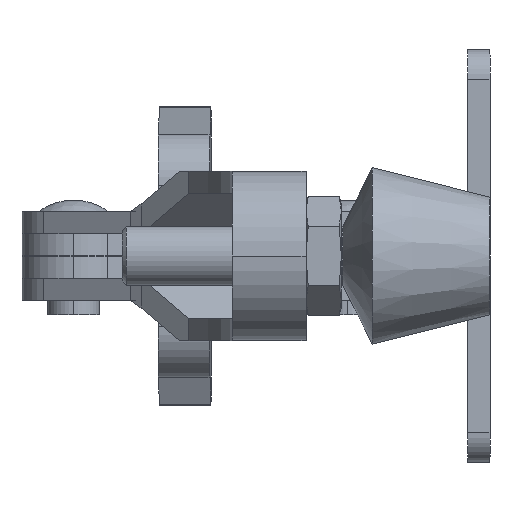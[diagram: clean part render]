
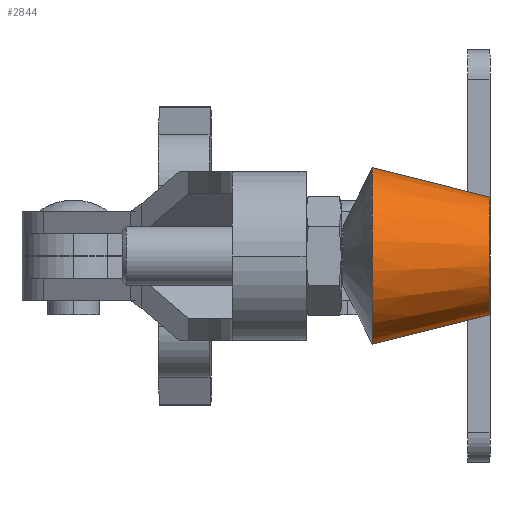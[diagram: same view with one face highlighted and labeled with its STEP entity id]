
A CAD part, left-side view. The second image highlights one B-rep face of the part: STEP entity #2844.
In plain terms, the highlighted conical face has half-angle 14.036 degrees and reference radius 4 mm.
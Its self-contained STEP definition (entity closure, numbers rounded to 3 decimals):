
#487 = DIRECTION ( 'NONE',  ( 0., 1., 0. ) ) ;
#641 = AXIS2_PLACEMENT_3D ( 'NONE', #654, #4467, #1247 ) ;
#654 = CARTESIAN_POINT ( 'NONE',  ( -40.995, 8.01, 0.005 ) ) ;
#728 = CARTESIAN_POINT ( 'NONE',  ( -40.995, 0.01, 0.005 ) ) ;
#752 = CARTESIAN_POINT ( 'NONE',  ( -40.995, 0.01, 4.005 ) ) ;
#824 = EDGE_CURVE ( 'NONE', #3565, #3378, #3216, .T. ) ;
#912 = VECTOR ( 'NONE', #6363, 1000. ) ;
#943 = AXIS2_PLACEMENT_3D ( 'NONE', #728, #487, #4569 ) ;
#1247 = DIRECTION ( 'NONE',  ( 0., 0., -1. ) ) ;
#1741 = FACE_OUTER_BOUND ( 'NONE', #7130, .T. ) ;
#1812 = CARTESIAN_POINT ( 'NONE',  ( -40.995, 0.01, -3.995 ) ) ;
#1889 = CARTESIAN_POINT ( 'NONE',  ( -40.995, 0.01, 0.005 ) ) ;
#2078 = CIRCLE ( 'NONE', #7945, 4. ) ;
#2515 = DIRECTION ( 'NONE',  ( 0., 0., -1. ) ) ;
#2617 = EDGE_CURVE ( 'NONE', #6812, #3565, #6830, .T. ) ;
#2844 = ADVANCED_FACE ( 'NONE', ( #1741 ), #4138, .T. ) ;
#3050 = ORIENTED_EDGE ( 'NONE', *, *, #5589, .F. ) ;
#3216 = CIRCLE ( 'NONE', #641, 6. ) ;
#3347 = ORIENTED_EDGE ( 'NONE', *, *, #2617, .T. ) ;
#3378 = VERTEX_POINT ( 'NONE', #8183 ) ;
#3565 = VERTEX_POINT ( 'NONE', #7079 ) ;
#3849 = CARTESIAN_POINT ( 'NONE',  ( -40.995, 0.01, 4.005 ) ) ;
#4138 = CONICAL_SURFACE ( 'NONE', #943, 4., 0.245 ) ;
#4354 = LINE ( 'NONE', #1812, #912 ) ;
#4467 = DIRECTION ( 'NONE',  ( 0., -1., 0. ) ) ;
#4569 = DIRECTION ( 'NONE',  ( 0., 0., 1. ) ) ;
#4707 = VERTEX_POINT ( 'NONE', #7862 ) ;
#5589 = EDGE_CURVE ( 'NONE', #4707, #3378, #4354, .T. ) ;
#5971 = ORIENTED_EDGE ( 'NONE', *, *, #7260, .F. ) ;
#6033 = DIRECTION ( 'NONE',  ( 0., 0.97, 0.243 ) ) ;
#6363 = DIRECTION ( 'NONE',  ( 0., 0.97, -0.243 ) ) ;
#6447 = DIRECTION ( 'NONE',  ( 0., -1., 0. ) ) ;
#6812 = VERTEX_POINT ( 'NONE', #3849 ) ;
#6830 = LINE ( 'NONE', #752, #8148 ) ;
#7079 = CARTESIAN_POINT ( 'NONE',  ( -40.995, 8.01, 6.005 ) ) ;
#7130 = EDGE_LOOP ( 'NONE', ( #3050, #5971, #3347, #7595 ) ) ;
#7260 = EDGE_CURVE ( 'NONE', #6812, #4707, #2078, .T. ) ;
#7595 = ORIENTED_EDGE ( 'NONE', *, *, #824, .T. ) ;
#7862 = CARTESIAN_POINT ( 'NONE',  ( -40.995, 0.01, -3.995 ) ) ;
#7945 = AXIS2_PLACEMENT_3D ( 'NONE', #1889, #6447, #2515 ) ;
#8148 = VECTOR ( 'NONE', #6033, 1000. ) ;
#8183 = CARTESIAN_POINT ( 'NONE',  ( -40.995, 8.01, -5.995 ) ) ;
